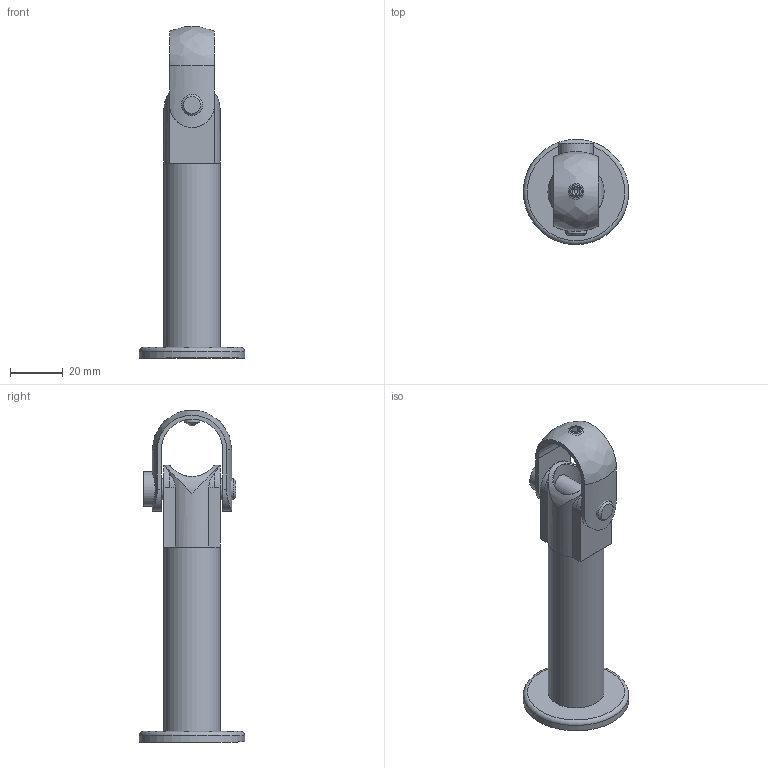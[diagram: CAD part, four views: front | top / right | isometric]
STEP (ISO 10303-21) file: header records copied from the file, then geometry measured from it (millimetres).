
FILE_DESCRIPTION(/* description */ ('-'),/* implementation_level */ '2;1');
FILE_NAME(/* name */ '05b39470-f1ab-48bb-aa4c-bfea0ec3c3f3.stp',/* time_stamp */ '2021-07-09T14:38:01+02:00',/* author */ ('-'),/* organization */ ('Carl Stahl'),/* preprocessor_version */ 'ST-DEVELOPER v18',/* originating_system */ 'Autodesk Inventor 2020',/* authorisation */ '-');
FILE_SCHEMA (('AUTOMOTIVE_DESIGN { 1 0 10303 214 3 1 1 }'));
Length unit declared in the file: millimetre
Products named in the file (8): CX001001; CX900004; CX900003; CX900007; CX900006; CX900008; DIN 6912 - M8 x 30; ISO 4027 - M6 x 6(1)
Assembly tree (7 placements, depth 2):
  CX001001
    CX900004
    CX900003
    CX900007
    CX900006
    CX900008
    DIN 6912 - M8 x 30
    ISO 4027 - M6 x 6(1)
Bounding box: 39.97 x 39.97 x 126 mm (x, y, z)
Volume: 26775.7 mm3; surface area: 21993 mm2
Topology: 7 solids, 7 shells, 94 faces, 237 edges, 159 vertices
Faces by surface type: plane 38, cylinder 36, cone 12, bspline 5, sphere 2, torus 1
Full cylindrical faces by diameter (mm): 4 x1, 4.917 x1, 6 x1, 6.647 x2, 6.756 x1, 8 x1, 8.4 x2, 9 x1, 10 x1, 12 x1, 13 x2, 15 x1, 17 x2, 17.3 x1, 21.3 x1, 40 x1
Entity records: 3579 total; most frequent: CARTESIAN_POINT 1002, DIRECTION 495, ORIENTED_EDGE 468, EDGE_CURVE 234, AXIS2_PLACEMENT_3D 202, VERTEX_POINT 159, EDGE_LOOP 115, CIRCLE 94
